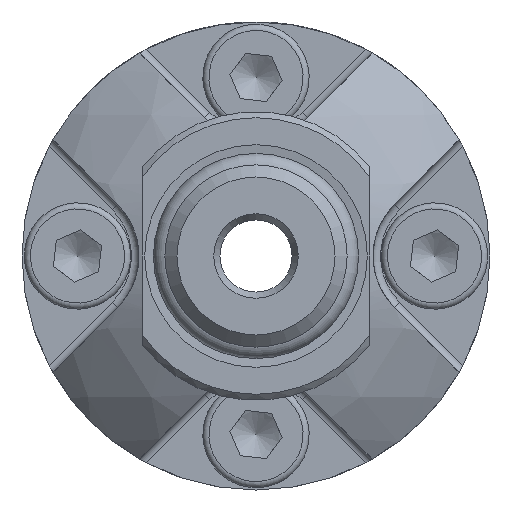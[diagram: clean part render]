
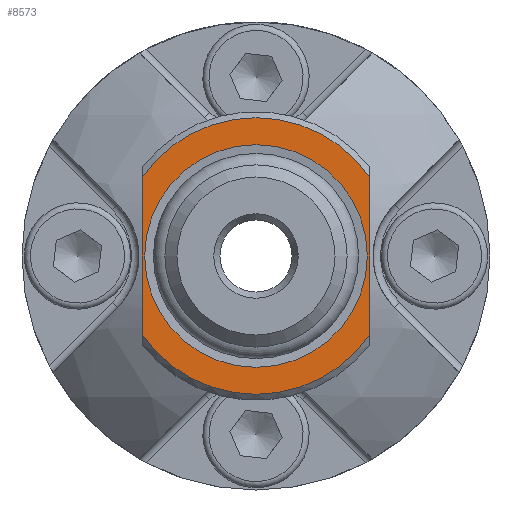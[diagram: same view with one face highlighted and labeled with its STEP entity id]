
A CAD part, left-side view. The second image highlights one B-rep face of the part: STEP entity #8573.
In plain terms, the highlighted planar face has unit normal (-1, 0, 0).
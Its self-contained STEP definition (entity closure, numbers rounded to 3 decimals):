
#1040=LINE('',#18058,#1521);
#1043=LINE('',#18085,#1524);
#1521=VECTOR('',#11544,10.307);
#1524=VECTOR('',#11561,10.307);
#1597=FACE_BOUND('',#2810,.T.);
#1830=PLANE('',#9423);
#2284=FACE_OUTER_BOUND('',#2809,.T.);
#2809=EDGE_LOOP('',(#7571,#7572,#7573,#7574));
#2810=EDGE_LOOP('',(#7575,#7576));
#3139=CIRCLE('',#9352,7.326);
#3140=CIRCLE('',#9353,7.326);
#3181=CIRCLE('',#9413,9.1);
#3185=CIRCLE('',#9422,9.1);
#3956=VERTEX_POINT('',#17921);
#3957=VERTEX_POINT('',#17923);
#3997=VERTEX_POINT('',#18041);
#3998=VERTEX_POINT('',#18045);
#4001=VERTEX_POINT('',#18057);
#4006=VERTEX_POINT('',#18079);
#5133=EDGE_CURVE('',#3956,#3957,#3139,.T.);
#5134=EDGE_CURVE('',#3957,#3956,#3140,.T.);
#5189=EDGE_CURVE('',#3997,#3998,#3181,.T.);
#5194=EDGE_CURVE('',#4001,#3998,#1040,.T.);
#5203=EDGE_CURVE('',#4001,#4006,#3185,.T.);
#5204=EDGE_CURVE('',#3997,#4006,#1043,.T.);
#7571=ORIENTED_EDGE('',*,*,#5204,.T.);
#7572=ORIENTED_EDGE('',*,*,#5203,.F.);
#7573=ORIENTED_EDGE('',*,*,#5194,.T.);
#7574=ORIENTED_EDGE('',*,*,#5189,.F.);
#7575=ORIENTED_EDGE('',*,*,#5134,.F.);
#7576=ORIENTED_EDGE('',*,*,#5133,.F.);
#8573=ADVANCED_FACE('',(#2284,#1597),#1830,.F.);
#9352=AXIS2_PLACEMENT_3D('',#17924,#11401,#11402);
#9353=AXIS2_PLACEMENT_3D('',#17925,#11403,#11404);
#9413=AXIS2_PLACEMENT_3D('',#18046,#11534,#11535);
#9422=AXIS2_PLACEMENT_3D('',#18083,#11557,#11558);
#9423=AXIS2_PLACEMENT_3D('',#18084,#11559,#11560);
#11401=DIRECTION('center_axis',(-1.,0.,0.));
#11402=DIRECTION('ref_axis',(0.,0.,1.));
#11403=DIRECTION('center_axis',(-1.,0.,0.));
#11404=DIRECTION('ref_axis',(0.,0.,1.));
#11534=DIRECTION('center_axis',(1.,0.,0.));
#11535=DIRECTION('ref_axis',(0.,-1.,0.));
#11544=DIRECTION('',(0.,0.,-1.));
#11557=DIRECTION('center_axis',(1.,0.,0.));
#11558=DIRECTION('ref_axis',(0.,-1.,0.));
#11559=DIRECTION('center_axis',(1.,0.,0.));
#11560=DIRECTION('ref_axis',(0.,0.,-1.));
#11561=DIRECTION('',(0.,0.,1.));
#17921=CARTESIAN_POINT('',(-25.55,0.,-7.326));
#17923=CARTESIAN_POINT('',(-25.55,0.,7.326));
#17924=CARTESIAN_POINT('Origin',(-25.55,0.,0.));
#17925=CARTESIAN_POINT('Origin',(-25.55,0.,0.));
#18041=CARTESIAN_POINT('',(-25.55,-7.5,-5.154));
#18045=CARTESIAN_POINT('',(-25.55,7.5,-5.154));
#18046=CARTESIAN_POINT('Origin',(-25.55,0.,0.));
#18057=CARTESIAN_POINT('',(-25.55,7.5,5.154));
#18058=CARTESIAN_POINT('',(-25.55,7.5,5.154));
#18079=CARTESIAN_POINT('',(-25.55,-7.5,5.154));
#18083=CARTESIAN_POINT('Origin',(-25.55,0.,0.));
#18084=CARTESIAN_POINT('Origin',(-25.55,0.,8.413));
#18085=CARTESIAN_POINT('',(-25.55,-7.5,-5.154));
